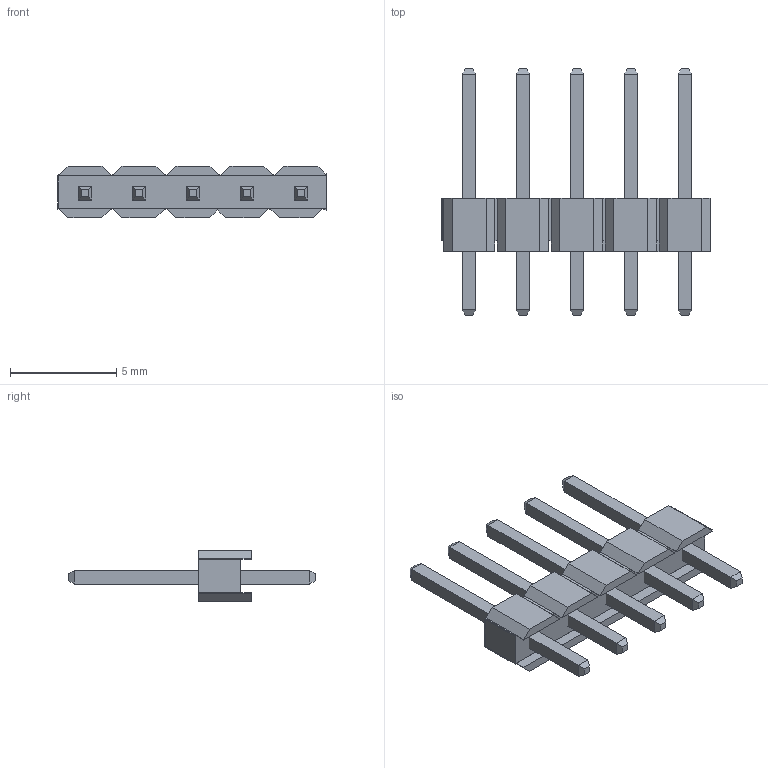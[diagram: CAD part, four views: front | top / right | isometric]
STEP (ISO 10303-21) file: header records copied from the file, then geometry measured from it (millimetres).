
FILE_DESCRIPTION(/* description */ (''),/* implementation_level */ '2;1');
FILE_NAME(/* name */ 'PinHeader 1x5.step',/* time_stamp */ '2024-10-22T21:53:08+02:00',/* author */ (''),/* organization */ (''),/* preprocessor_version */ 'ST-DEVELOPER v20',/* originating_system */ 'Autodesk Translation Framework v13.20.0.188',/* authorisation */ '');
FILE_SCHEMA (('AUTOMOTIVE_DESIGN { 1 0 10303 214 3 1 1 }'));
Length unit declared in the file: millimetre
Products named in the file (1): PinHeader 1x5
Bounding box: 12.63 x 11.6 x 2.42 mm (x, y, z)
Volume: 124.4 mm3; surface area: 392.2 mm2
Topology: 7 solids, 7 shells, 160 faces, 380 edges, 234 vertices
Faces by surface type: plane 160
Entity records: 4608 total; most frequent: CARTESIAN_POINT 775, ORIENTED_EDGE 760, DIRECTION 702, LINE 380, VECTOR 380, EDGE_CURVE 380, VERTEX_POINT 234, AXIS2_PLACEMENT_3D 161
